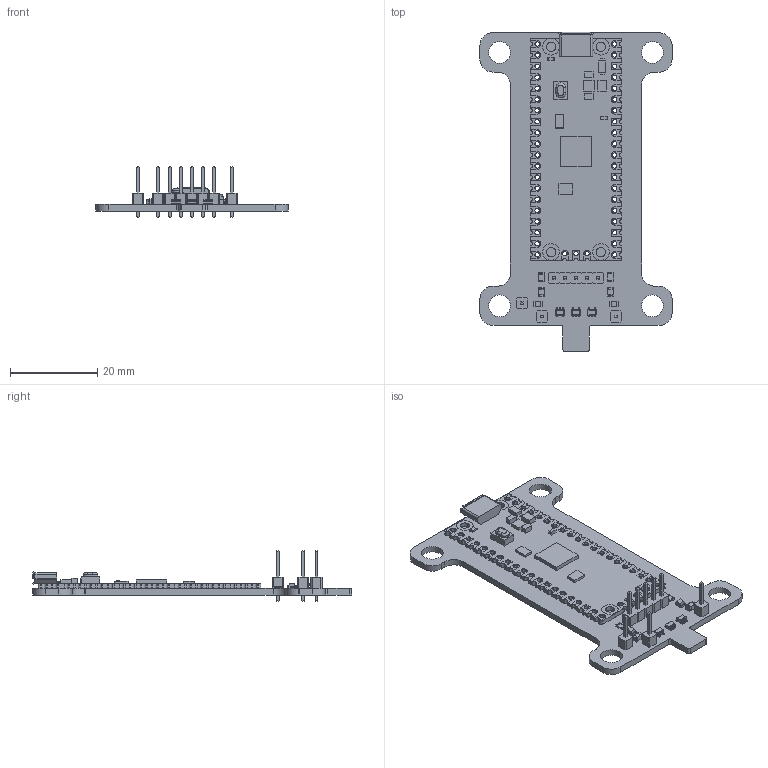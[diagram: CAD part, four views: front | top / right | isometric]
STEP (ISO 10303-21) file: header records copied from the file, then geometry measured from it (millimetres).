
FILE_DESCRIPTION(('KiCad electronic assembly'),'2;1');
FILE_NAME('gb_video_pico_breakout.step','2024-11-25T19:01:54',('Pcbnew') ,('Kicad'),'Open CASCADE STEP processor 7.6','KiCad to STEP converter' ,'Unknown');
FILE_SCHEMA(('AUTOMOTIVE_DESIGN { 1 0 10303 214 1 1 1 1 }'));
Length unit declared in the file: millimetre
Products named in the file (13): gb_video_pico_breakout 1; C_0805_2012Metric; R_0805_2012Metric; SN74LVC1G17QDCKRQ1; BODY-SOT; LEAD-SOT; PIN1-ID; PinHeader_1x01_P2.54mm_Vertical; LED_0805_2012Metric; Pico; gb_video_pico_breakout 1.7.1; PinHeader_1x05_P2.54mm_Vertical; gb_video_pico_breakout_PCB
Assembly tree (23 placements, depth 3):
  gb_video_pico_breakout 1
    C_0805_2012Metric  x2
    R_0805_2012Metric  x2
    SN74LVC1G17QDCKRQ1  x3
      BODY-SOT
      LEAD-SOT
      PIN1-ID
    PinHeader_1x01_P2.54mm_Vertical  x3
    LED_0805_2012Metric  x2
    Pico
      gb_video_pico_breakout 1.7.1
    PinHeader_1x05_P2.54mm_Vertical
    gb_video_pico_breakout_PCB
Bounding box: 44 x 73.1 x 11.54 mm (x, y, z)
Volume: 4585.4 mm3; surface area: 8496.6 mm2
Topology: 46 solids, 46 shells, 1435 faces, 3981 edges, 2670 vertices
Faces by surface type: plane 913, cylinder 496, sphere 24, torus 2
Full cylindrical faces by diameter (mm): 1 x8, 1.02 x43, 1.5 x2, 1.8 x2, 5 x4
Entity records: 34959 total; most frequent: CARTESIAN_POINT 6158, DIRECTION 6016, ORIENTED_EDGE 5936, EDGE_CURVE 2968, AXIS2_PLACEMENT_3D 2025, VERTEX_POINT 2020, LINE 1966, VECTOR 1966
